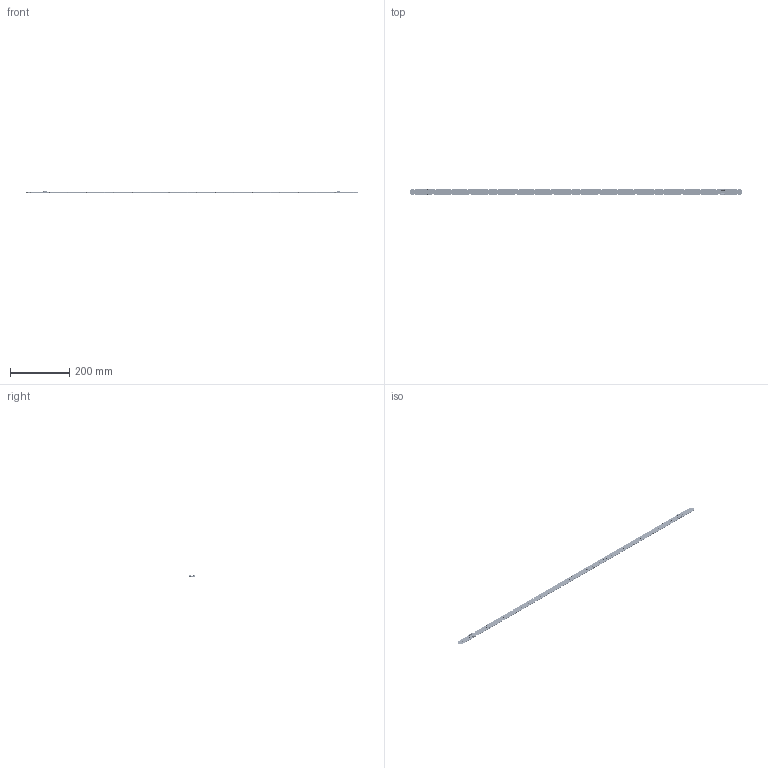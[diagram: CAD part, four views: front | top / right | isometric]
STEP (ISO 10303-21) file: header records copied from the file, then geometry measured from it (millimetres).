
FILE_DESCRIPTION (( 'STEP AP214' ), '1' );
FILE_NAME ('400-0879 rev 0.STEP', '2021-02-05T14:39:08', ( '' ), ( '' ), 'SwSTEP 2.0', 'SolidWorks 2017', '' );
FILE_SCHEMA (( 'AUTOMOTIVE_DESIGN' ));
Length unit declared in the file: millimetre
Products named in the file (6): Cree J Series 2835_rotated 2; SOD-123F_rotated 2; 100-0866 rev 0; 400-0879 rev 0; MOLEX 1041880110_rotated along length 180 offset; MOLEX 1041880110_Rotated 360
Assembly tree (102 placements, depth 2):
  400-0879 rev 0
    100-0866 rev 0
    SOD-123F_rotated 2
    Cree J Series 2835_rotated 2  x96
    MOLEX 1041880110_Rotated 360  x2
    MOLEX 1041880110_rotated along length 180 offset  x2
Bounding box: 1117.6 x 19.99 x 5.85 mm (x, y, z)
Volume: 36278.5 mm3; surface area: 56666.7 mm2
Topology: 1158 solids, 1158 shells, 40322 faces, 113778 edges, 75784 vertices
Faces by surface type: cylinder 22744, plane 17498, bspline 56, cone 24
Entity records: 39456 total; most frequent: CARTESIAN_POINT 7853, DIRECTION 5568, ORIENTED_EDGE 5516, EDGE_CURVE 2758, VECTOR 1910, LINE 1910, AXIS2_PLACEMENT_3D 1829, VERTEX_POINT 1804
